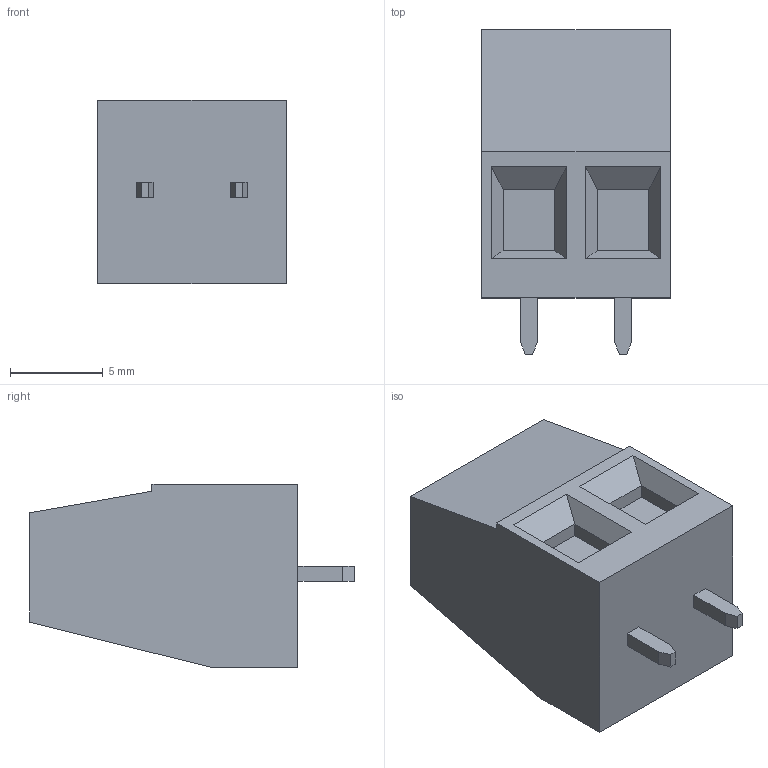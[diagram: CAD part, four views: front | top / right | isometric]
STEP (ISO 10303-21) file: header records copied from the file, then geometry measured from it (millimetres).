
FILE_DESCRIPTION((''),'2;1');
FILE_NAME('395943002','2015-02-24T',('me'),(''),'PRO/ENGINEER BY PARAMETRIC TECHNOLOGY CORPORATION, 2011490','PRO/ENGINEER BY PARAMETRIC TECHNOLOGY CORPORATION, 2011490','');
FILE_SCHEMA(('CONFIG_CONTROL_DESIGN'));
Length unit declared in the file: inch
Products named in the file (1): 395943002
Bounding box: 10.16 x 17.53 x 9.91 mm (x, y, z)
Volume: 1138.6 mm3; surface area: 951.3 mm2
Topology: 1 solids, 1 shells, 89 faces, 219 edges, 142 vertices
Faces by surface type: plane 61, torus 16, cylinder 8, cone 4
Entity records: 2672 total; most frequent: CARTESIAN_POINT 507, DIRECTION 443, ORIENTED_EDGE 426, EDGE_CURVE 213, AXIS2_PLACEMENT_3D 150, VECTOR 143, LINE 143, VERTEX_POINT 134
